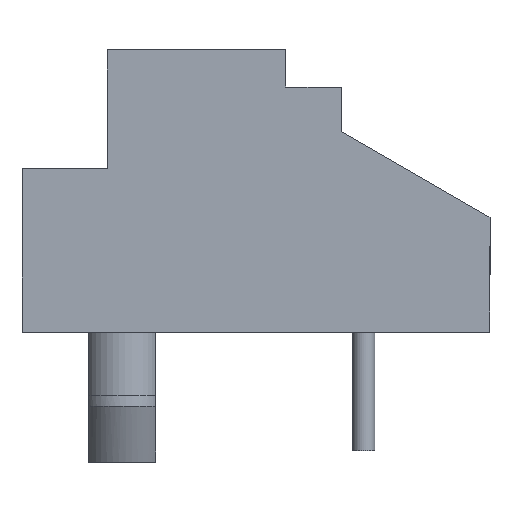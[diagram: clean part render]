
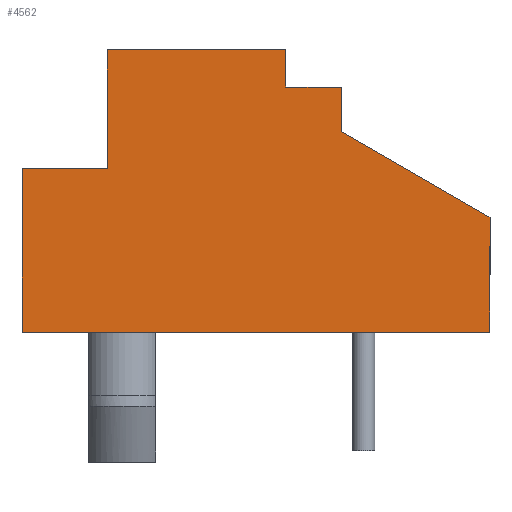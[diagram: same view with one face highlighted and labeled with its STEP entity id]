
A CAD part, left-side view. The second image highlights one B-rep face of the part: STEP entity #4562.
In plain terms, the highlighted planar face has unit normal (-1, 0, 0).
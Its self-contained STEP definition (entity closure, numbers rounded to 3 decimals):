
#1114 = DIRECTION ( 'NONE',  ( 0., 0., -1. ) ) ;
#1115 = DIRECTION ( 'NONE',  ( 1., 0., 0. ) ) ;
#1116 = CARTESIAN_POINT ( 'NONE',  ( -6.25, -4.3, 7.6 ) ) ;
#1117 = AXIS2_PLACEMENT_3D ( 'NONE', #1116, #1115, #1114 ) ;
#1118 = PLANE ( 'NONE',  #1117 ) ;
#1120 = CARTESIAN_POINT ( 'NONE',  ( -6.25, -2.8, 6.6 ) ) ;
#1175 = DIRECTION ( 'NONE',  ( 0., 0., -1. ) ) ;
#1176 = VECTOR ( 'NONE', #1175, 1000. ) ;
#1177 = CARTESIAN_POINT ( 'NONE',  ( -6.25, -8.3, 0. ) ) ;
#1178 = LINE ( 'NONE', #1177, #1176 ) ;
#1180 = VECTOR ( 'NONE', #1241, 1000. ) ;
#1181 = CARTESIAN_POINT ( 'NONE',  ( -6.25, 2., 7.6 ) ) ;
#1182 = LINE ( 'NONE', #1181, #1180 ) ;
#1196 = DIRECTION ( 'NONE',  ( 0., 1., 0. ) ) ;
#1197 = VECTOR ( 'NONE', #1196, 1000. ) ;
#1198 = CARTESIAN_POINT ( 'NONE',  ( -6.25, -2.8, 6.6 ) ) ;
#1199 = LINE ( 'NONE', #1198, #1197 ) ;
#1200 = CARTESIAN_POINT ( 'NONE',  ( -6.25, -8.3, 3.091 ) ) ;
#1201 = DIRECTION ( 'NONE',  ( 0., -0.866, -0.5 ) ) ;
#1202 = VECTOR ( 'NONE', #1201, 1000. ) ;
#1203 = CARTESIAN_POINT ( 'NONE',  ( -6.25, -8.3, 3.091 ) ) ;
#1204 = LINE ( 'NONE', #1203, #1202 ) ;
#1231 = DIRECTION ( 'NONE',  ( 0., 0., 1. ) ) ;
#1232 = VECTOR ( 'NONE', #1231, 1000. ) ;
#1233 = CARTESIAN_POINT ( 'NONE',  ( -6.25, -2.8, 7.6 ) ) ;
#1234 = LINE ( 'NONE', #1233, #1232 ) ;
#1241 = DIRECTION ( 'NONE',  ( 0., 0., 1. ) ) ;
#1517 = VERTEX_POINT ( 'NONE', #3015 ) ;
#1518 = EDGE_CURVE ( 'NONE', #1545, #1517, #3014, .T. ) ;
#1545 = VERTEX_POINT ( 'NONE', #3023 ) ;
#1626 = VERTEX_POINT ( 'NONE', #3389 ) ;
#1641 = EDGE_CURVE ( 'NONE', #1644, #1626, #3497, .T. ) ;
#1644 = VERTEX_POINT ( 'NONE', #3492 ) ;
#1651 = VERTEX_POINT ( 'NONE', #3481 ) ;
#1658 = EDGE_CURVE ( 'NONE', #1651, #1751, #3474, .T. ) ;
#1734 = EDGE_CURVE ( 'NONE', #1743, #1735, #3845, .T. ) ;
#1735 = VERTEX_POINT ( 'NONE', #3841 ) ;
#1743 = VERTEX_POINT ( 'NONE', #3878 ) ;
#1751 = VERTEX_POINT ( 'NONE', #3905 ) ;
#2619 = EDGE_CURVE ( 'NONE', #1735, #1651, #4082, .T. ) ;
#3011 = DIRECTION ( 'NONE',  ( 0., 0., -1. ) ) ;
#3012 = VECTOR ( 'NONE', #3011, 1000. ) ;
#3013 = CARTESIAN_POINT ( 'NONE',  ( -6.25, -4.3, 7.6 ) ) ;
#3014 = LINE ( 'NONE', #3013, #3012 ) ;
#3015 = CARTESIAN_POINT ( 'NONE',  ( -6.25, -4.3, 5.4 ) ) ;
#3023 = CARTESIAN_POINT ( 'NONE',  ( -6.25, -4.3, 6.6 ) ) ;
#3389 = CARTESIAN_POINT ( 'NONE',  ( -6.25, -2.8, 7.6 ) ) ;
#3471 = DIRECTION ( 'NONE',  ( 0., -1., 0. ) ) ;
#3472 = VECTOR ( 'NONE', #3471, 1000. ) ;
#3473 = CARTESIAN_POINT ( 'NONE',  ( -6.25, 4.3, 4.4 ) ) ;
#3474 = LINE ( 'NONE', #3473, #3472 ) ;
#3481 = CARTESIAN_POINT ( 'NONE',  ( -6.25, 4.3, 4.4 ) ) ;
#3492 = CARTESIAN_POINT ( 'NONE',  ( -6.25, 2., 7.6 ) ) ;
#3494 = DIRECTION ( 'NONE',  ( 0., -1., 0. ) ) ;
#3495 = VECTOR ( 'NONE', #3494, 1000. ) ;
#3496 = CARTESIAN_POINT ( 'NONE',  ( -6.25, 4.3, 7.6 ) ) ;
#3497 = LINE ( 'NONE', #3496, #3495 ) ;
#3841 = CARTESIAN_POINT ( 'NONE',  ( -6.25, 4.3, 0. ) ) ;
#3842 = DIRECTION ( 'NONE',  ( 0., 1., 0. ) ) ;
#3843 = VECTOR ( 'NONE', #3842, 1000. ) ;
#3844 = CARTESIAN_POINT ( 'NONE',  ( -6.25, 4.3, 0. ) ) ;
#3845 = LINE ( 'NONE', #3844, #3843 ) ;
#3878 = CARTESIAN_POINT ( 'NONE',  ( -6.25, -8.3, 0. ) ) ;
#3905 = CARTESIAN_POINT ( 'NONE',  ( -6.25, 2., 4.4 ) ) ;
#4079 = DIRECTION ( 'NONE',  ( 0., 0., 1. ) ) ;
#4080 = VECTOR ( 'NONE', #4079, 1000. ) ;
#4081 = CARTESIAN_POINT ( 'NONE',  ( -6.25, 4.3, 7.6 ) ) ;
#4082 = LINE ( 'NONE', #4081, #4080 ) ;
#4285 = FACE_OUTER_BOUND ( 'NONE', #4554, .T. ) ;
#4554 = EDGE_LOOP ( 'NONE', ( #4608, #4598, #4599, #4582, #4618, #4619, #4615, #4617, #4583, #4590 ) ) ;
#4562 = ADVANCED_FACE ( 'NONE', ( #4285 ), #1118, .F. ) ;
#4582 = ORIENTED_EDGE ( 'NONE', *, *, #4616, .T. ) ;
#4583 = ORIENTED_EDGE ( 'NONE', *, *, #1734, .F. ) ;
#4585 = VERTEX_POINT ( 'NONE', #1120 ) ;
#4589 = EDGE_CURVE ( 'NONE', #4597, #1743, #1178, .T. ) ;
#4590 = ORIENTED_EDGE ( 'NONE', *, *, #4589, .F. ) ;
#4596 = EDGE_CURVE ( 'NONE', #1517, #4597, #1204, .T. ) ;
#4597 = VERTEX_POINT ( 'NONE', #1200 ) ;
#4598 = ORIENTED_EDGE ( 'NONE', *, *, #1518, .F. ) ;
#4599 = ORIENTED_EDGE ( 'NONE', *, *, #4600, .T. ) ;
#4600 = EDGE_CURVE ( 'NONE', #1545, #4585, #1199, .T. ) ;
#4608 = ORIENTED_EDGE ( 'NONE', *, *, #4596, .F. ) ;
#4610 = EDGE_CURVE ( 'NONE', #1751, #1644, #1182, .T. ) ;
#4615 = ORIENTED_EDGE ( 'NONE', *, *, #1658, .F. ) ;
#4616 = EDGE_CURVE ( 'NONE', #4585, #1626, #1234, .T. ) ;
#4617 = ORIENTED_EDGE ( 'NONE', *, *, #2619, .F. ) ;
#4618 = ORIENTED_EDGE ( 'NONE', *, *, #1641, .F. ) ;
#4619 = ORIENTED_EDGE ( 'NONE', *, *, #4610, .F. ) ;
